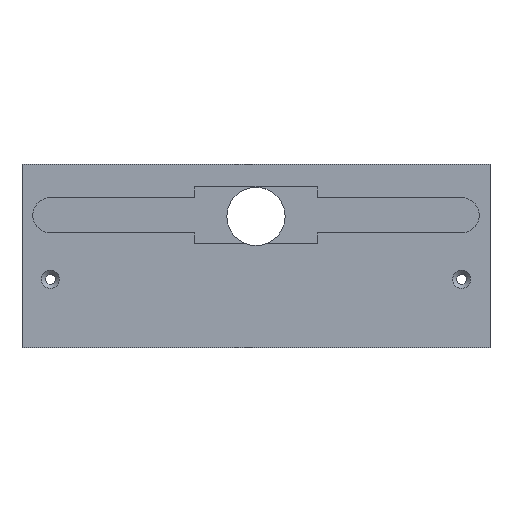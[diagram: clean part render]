
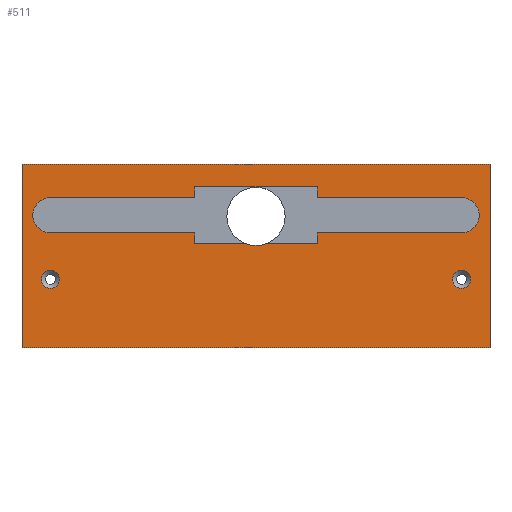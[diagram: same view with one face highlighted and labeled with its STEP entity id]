
A CAD part, top view. The second image highlights one B-rep face of the part: STEP entity #511.
In plain terms, the highlighted planar face has unit normal (0, 0, 1).
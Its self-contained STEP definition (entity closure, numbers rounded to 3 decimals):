
#27=FACE_BOUND('',#87,.T.);
#28=FACE_BOUND('',#88,.T.);
#29=FACE_BOUND('',#89,.T.);
#39=CIRCLE('',#559,2.5);
#40=CIRCLE('',#561,2.5);
#42=CIRCLE('',#564,8.1);
#44=CIRCLE('',#567,4.9);
#45=CIRCLE('',#568,4.9);
#56=FACE_OUTER_BOUND('',#86,.T.);
#86=EDGE_LOOP('',(#382,#383,#384,#385));
#87=EDGE_LOOP('',(#386));
#88=EDGE_LOOP('',(#387));
#89=EDGE_LOOP('',(#388,#389,#390,#391,#392,#393,#394,#395,#396,#397,#398,
#399,#400,#401));
#121=LINE('',#795,#176);
#122=LINE('',#797,#177);
#123=LINE('',#799,#178);
#124=LINE('',#800,#179);
#125=LINE('',#802,#180);
#126=LINE('',#804,#181);
#127=LINE('',#806,#182);
#128=LINE('',#810,#183);
#129=LINE('',#812,#184);
#130=LINE('',#814,#185);
#131=LINE('',#816,#186);
#132=LINE('',#818,#187);
#133=LINE('',#822,#188);
#134=LINE('',#824,#189);
#135=LINE('',#825,#190);
#176=VECTOR('',#650,10.);
#177=VECTOR('',#651,10.);
#178=VECTOR('',#652,10.);
#179=VECTOR('',#653,10.);
#180=VECTOR('',#654,10.);
#181=VECTOR('',#655,10.);
#182=VECTOR('',#656,10.);
#183=VECTOR('',#659,10.);
#184=VECTOR('',#660,10.);
#185=VECTOR('',#661,10.);
#186=VECTOR('',#662,10.);
#187=VECTOR('',#663,10.);
#188=VECTOR('',#666,10.);
#189=VECTOR('',#667,10.);
#190=VECTOR('',#668,10.);
#231=VERTEX_POINT('',#773);
#232=VERTEX_POINT('',#777);
#235=VERTEX_POINT('',#785);
#236=VERTEX_POINT('',#787);
#238=VERTEX_POINT('',#793);
#239=VERTEX_POINT('',#794);
#240=VERTEX_POINT('',#796);
#241=VERTEX_POINT('',#798);
#242=VERTEX_POINT('',#801);
#243=VERTEX_POINT('',#803);
#244=VERTEX_POINT('',#805);
#245=VERTEX_POINT('',#807);
#246=VERTEX_POINT('',#809);
#247=VERTEX_POINT('',#811);
#248=VERTEX_POINT('',#813);
#249=VERTEX_POINT('',#815);
#250=VERTEX_POINT('',#817);
#251=VERTEX_POINT('',#819);
#252=VERTEX_POINT('',#821);
#253=VERTEX_POINT('',#823);
#283=EDGE_CURVE('',#231,#231,#39,.T.);
#285=EDGE_CURVE('',#232,#232,#40,.T.);
#290=EDGE_CURVE('',#236,#235,#42,.T.);
#293=EDGE_CURVE('',#238,#239,#121,.T.);
#294=EDGE_CURVE('',#239,#240,#122,.T.);
#295=EDGE_CURVE('',#240,#241,#123,.T.);
#296=EDGE_CURVE('',#241,#238,#124,.T.);
#297=EDGE_CURVE('',#235,#242,#125,.T.);
#298=EDGE_CURVE('',#242,#243,#126,.T.);
#299=EDGE_CURVE('',#243,#244,#127,.T.);
#300=EDGE_CURVE('',#244,#245,#44,.T.);
#301=EDGE_CURVE('',#245,#246,#128,.T.);
#302=EDGE_CURVE('',#246,#247,#129,.T.);
#303=EDGE_CURVE('',#247,#248,#130,.T.);
#304=EDGE_CURVE('',#248,#249,#131,.T.);
#305=EDGE_CURVE('',#249,#250,#132,.T.);
#306=EDGE_CURVE('',#250,#251,#45,.T.);
#307=EDGE_CURVE('',#251,#252,#133,.T.);
#308=EDGE_CURVE('',#252,#253,#134,.T.);
#309=EDGE_CURVE('',#253,#236,#135,.T.);
#382=ORIENTED_EDGE('',*,*,#293,.T.);
#383=ORIENTED_EDGE('',*,*,#294,.T.);
#384=ORIENTED_EDGE('',*,*,#295,.T.);
#385=ORIENTED_EDGE('',*,*,#296,.T.);
#386=ORIENTED_EDGE('',*,*,#283,.T.);
#387=ORIENTED_EDGE('',*,*,#285,.T.);
#388=ORIENTED_EDGE('',*,*,#290,.T.);
#389=ORIENTED_EDGE('',*,*,#297,.T.);
#390=ORIENTED_EDGE('',*,*,#298,.T.);
#391=ORIENTED_EDGE('',*,*,#299,.T.);
#392=ORIENTED_EDGE('',*,*,#300,.T.);
#393=ORIENTED_EDGE('',*,*,#301,.T.);
#394=ORIENTED_EDGE('',*,*,#302,.T.);
#395=ORIENTED_EDGE('',*,*,#303,.T.);
#396=ORIENTED_EDGE('',*,*,#304,.T.);
#397=ORIENTED_EDGE('',*,*,#305,.T.);
#398=ORIENTED_EDGE('',*,*,#306,.T.);
#399=ORIENTED_EDGE('',*,*,#307,.T.);
#400=ORIENTED_EDGE('',*,*,#308,.T.);
#401=ORIENTED_EDGE('',*,*,#309,.T.);
#486=PLANE('',#566);
#511=ADVANCED_FACE('',(#56,#27,#28,#29),#486,.T.);
#559=AXIS2_PLACEMENT_3D('',#774,#629,#630);
#561=AXIS2_PLACEMENT_3D('',#778,#634,#635);
#564=AXIS2_PLACEMENT_3D('',#788,#643,#644);
#566=AXIS2_PLACEMENT_3D('',#792,#648,#649);
#567=AXIS2_PLACEMENT_3D('',#808,#657,#658);
#568=AXIS2_PLACEMENT_3D('',#820,#664,#665);
#629=DIRECTION('center_axis',(0.,0.,-1.));
#630=DIRECTION('ref_axis',(-1.,0.,0.));
#634=DIRECTION('center_axis',(0.,0.,-1.));
#635=DIRECTION('ref_axis',(-1.,0.,0.));
#643=DIRECTION('center_axis',(0.,0.,-1.));
#644=DIRECTION('ref_axis',(1.,0.,0.));
#648=DIRECTION('center_axis',(0.,0.,1.));
#649=DIRECTION('ref_axis',(1.,0.,0.));
#650=DIRECTION('',(0.,1.,0.));
#651=DIRECTION('',(-1.,0.,0.));
#652=DIRECTION('',(0.,-1.,0.));
#653=DIRECTION('',(1.,0.,0.));
#654=DIRECTION('',(-1.,0.,0.));
#655=DIRECTION('',(0.,1.,0.));
#656=DIRECTION('',(-1.,0.,0.));
#657=DIRECTION('center_axis',(0.,0.,-1.));
#658=DIRECTION('ref_axis',(0.,1.,0.));
#659=DIRECTION('',(1.,0.,0.));
#660=DIRECTION('',(0.,1.,0.));
#661=DIRECTION('',(1.,0.,0.));
#662=DIRECTION('',(0.,-1.,0.));
#663=DIRECTION('',(1.,0.,0.));
#664=DIRECTION('center_axis',(0.,0.,-1.));
#665=DIRECTION('ref_axis',(0.,-1.,0.));
#666=DIRECTION('',(-1.,0.,0.));
#667=DIRECTION('',(0.,-1.,0.));
#668=DIRECTION('',(-1.,0.,0.));
#773=CARTESIAN_POINT('',(-54.6,-6.5,13.));
#774=CARTESIAN_POINT('Origin',(-57.1,-6.5,13.));
#777=CARTESIAN_POINT('',(59.6,-6.5,13.));
#778=CARTESIAN_POINT('Origin',(57.1,-6.5,13.));
#785=CARTESIAN_POINT('',(-2.802,3.4,13.));
#787=CARTESIAN_POINT('',(2.802,3.4,13.));
#788=CARTESIAN_POINT('Origin',(0.,11.,13.));
#792=CARTESIAN_POINT('Origin',(0.,0.,13.));
#793=CARTESIAN_POINT('',(65.,-25.5,13.));
#794=CARTESIAN_POINT('',(65.,25.5,13.));
#795=CARTESIAN_POINT('',(65.,-25.5,13.));
#796=CARTESIAN_POINT('',(-65.,25.5,13.));
#797=CARTESIAN_POINT('',(65.,25.5,13.));
#798=CARTESIAN_POINT('',(-65.,-25.5,13.));
#799=CARTESIAN_POINT('',(-65.,25.5,13.));
#800=CARTESIAN_POINT('',(-65.,-25.5,13.));
#801=CARTESIAN_POINT('',(-17.,3.4,13.));
#802=CARTESIAN_POINT('',(-17.,3.4,13.));
#803=CARTESIAN_POINT('',(-17.,6.4,13.));
#804=CARTESIAN_POINT('',(-17.,6.4,13.));
#805=CARTESIAN_POINT('',(-57.1,6.4,13.));
#806=CARTESIAN_POINT('',(-17.,6.4,13.));
#807=CARTESIAN_POINT('',(-57.1,16.2,13.));
#808=CARTESIAN_POINT('Origin',(-57.1,11.3,13.));
#809=CARTESIAN_POINT('',(-17.,16.2,13.));
#810=CARTESIAN_POINT('',(-57.1,16.2,13.));
#811=CARTESIAN_POINT('',(-17.,19.2,13.));
#812=CARTESIAN_POINT('',(-17.,19.2,13.));
#813=CARTESIAN_POINT('',(17.,19.2,13.));
#814=CARTESIAN_POINT('',(17.,19.2,13.));
#815=CARTESIAN_POINT('',(17.,16.2,13.));
#816=CARTESIAN_POINT('',(17.,16.2,13.));
#817=CARTESIAN_POINT('',(57.1,16.2,13.));
#818=CARTESIAN_POINT('',(17.,16.2,13.));
#819=CARTESIAN_POINT('',(57.1,6.4,13.));
#820=CARTESIAN_POINT('Origin',(57.1,11.3,13.));
#821=CARTESIAN_POINT('',(17.,6.4,13.));
#822=CARTESIAN_POINT('',(57.1,6.4,13.));
#823=CARTESIAN_POINT('',(17.,3.4,13.));
#824=CARTESIAN_POINT('',(17.,3.4,13.));
#825=CARTESIAN_POINT('',(-17.,3.4,13.));
